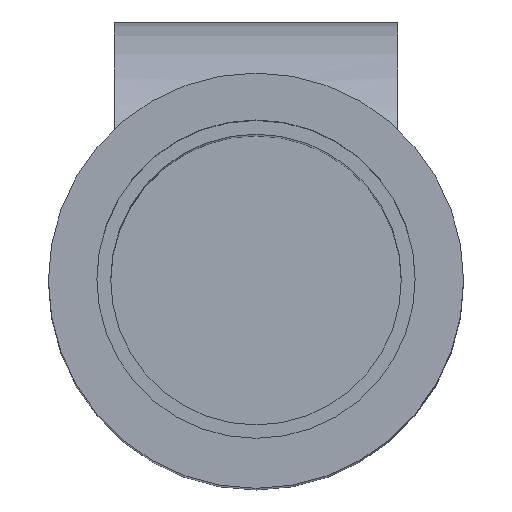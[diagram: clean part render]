
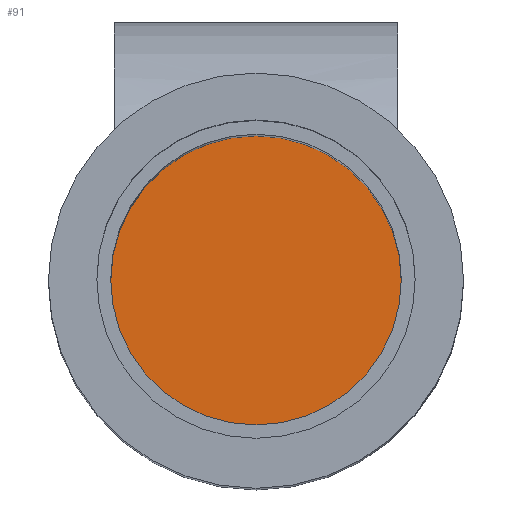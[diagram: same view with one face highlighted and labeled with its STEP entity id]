
A CAD part, top view. The second image highlights one B-rep face of the part: STEP entity #91.
In plain terms, the highlighted planar face has unit normal (0, 0, 1).
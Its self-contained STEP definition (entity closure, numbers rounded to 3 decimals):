
#91=ADVANCED_FACE('',(#193),#194,.T.);
#193=FACE_OUTER_BOUND('',#301,.T.);
#194=PLANE('',#302);
#301=EDGE_LOOP('',(#512,#513));
#302=AXIS2_PLACEMENT_3D('',#514,#515,#516);
#512=ORIENTED_EDGE('',*,*,#711,.T.);
#513=ORIENTED_EDGE('',*,*,#712,.T.);
#514=CARTESIAN_POINT('',(4.16,2.085,37.2));
#515=DIRECTION('',(0.0,0.0,1.0));
#516=DIRECTION('',(0.0,-1.0,0.0));
#711=EDGE_CURVE('',#864,#865,#866,.T.);
#712=EDGE_CURVE('',#865,#864,#867,.T.);
#864=VERTEX_POINT('',#1609);
#865=VERTEX_POINT('',#1610);
#866=CIRCLE('',#1611,2.1);
#867=CIRCLE('',#1612,2.1);
#1609=CARTESIAN_POINT('',(3.,0.923,37.2));
#1610=CARTESIAN_POINT('',(3.,5.123,37.2));
#1611=AXIS2_PLACEMENT_3D('',#1757,#1758,#1759);
#1612=AXIS2_PLACEMENT_3D('',#1760,#1761,#1762);
#1757=CARTESIAN_POINT('',(3.,3.023,37.2));
#1758=DIRECTION('',(0.0,-0.0,1.0));
#1759=DIRECTION('',(0.0,1.0,0.0));
#1760=CARTESIAN_POINT('',(3.,3.023,37.2));
#1761=DIRECTION('',(0.0,-0.0,1.0));
#1762=DIRECTION('',(0.0,1.0,0.0));
